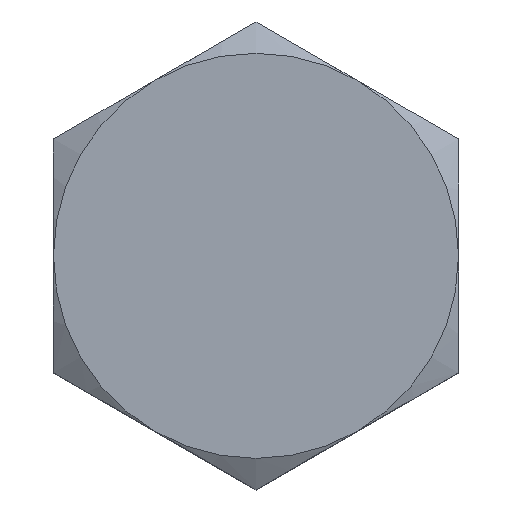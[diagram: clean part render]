
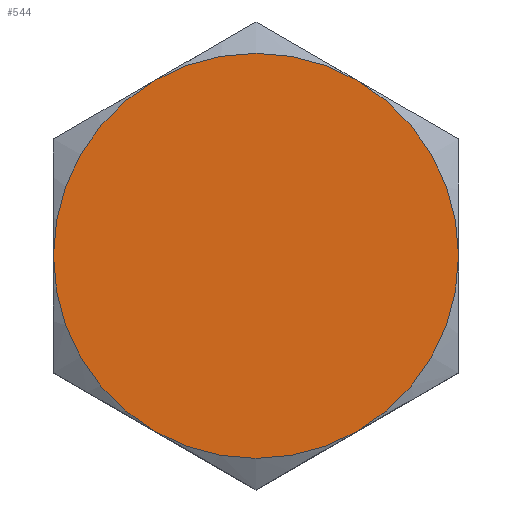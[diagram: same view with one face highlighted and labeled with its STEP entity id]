
A CAD part, top view. The second image highlights one B-rep face of the part: STEP entity #544.
In plain terms, the highlighted planar face has unit normal (0, 0, 1).
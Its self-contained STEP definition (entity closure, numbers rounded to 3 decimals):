
#168 = DIRECTION ( 'NONE',  ( -1., 0., 0. ) ) ;
#248 = DIRECTION ( 'NONE',  ( -1., 0., 0. ) ) ;
#378 = CIRCLE ( 'NONE', #7730, 8.5 ) ;
#525 = CARTESIAN_POINT ( 'NONE',  ( 0., 0., 28.2 ) ) ;
#544 = ADVANCED_FACE ( 'NONE', ( #2684 ), #3040, .F. ) ;
#568 = AXIS2_PLACEMENT_3D ( 'NONE', #6861, #1019, #6238 ) ;
#599 = DIRECTION ( 'NONE',  ( -1., 0., 0. ) ) ;
#624 = CARTESIAN_POINT ( 'NONE',  ( 0., 0., 28.2 ) ) ;
#718 = EDGE_CURVE ( 'NONE', #5718, #3472, #1777, .T. ) ;
#1019 = DIRECTION ( 'NONE',  ( 0., 0., -1. ) ) ;
#1269 = DIRECTION ( 'NONE',  ( 0., 0., -1. ) ) ;
#1777 = CIRCLE ( 'NONE', #7719, 8.5 ) ;
#1881 = DIRECTION ( 'NONE',  ( 0., 0., -1. ) ) ;
#2145 = DIRECTION ( 'NONE',  ( 0., 0., -1. ) ) ;
#2191 = AXIS2_PLACEMENT_3D ( 'NONE', #624, #1269, #7776 ) ;
#2684 = FACE_OUTER_BOUND ( 'NONE', #3583, .T. ) ;
#3012 = CARTESIAN_POINT ( 'NONE',  ( 0., 0., 28.2 ) ) ;
#3040 = PLANE ( 'NONE',  #4672 ) ;
#3379 = VERTEX_POINT ( 'NONE', #3817 ) ;
#3472 = VERTEX_POINT ( 'NONE', #3876 ) ;
#3512 = CIRCLE ( 'NONE', #568, 8.5 ) ;
#3583 = EDGE_LOOP ( 'NONE', ( #3981, #5747, #8168, #4435, #7551, #5509 ) ) ;
#3633 = VERTEX_POINT ( 'NONE', #3942 ) ;
#3647 = DIRECTION ( 'NONE',  ( 0., 0., 1. ) ) ;
#3673 = DIRECTION ( 'NONE',  ( 1., 0., 0. ) ) ;
#3799 = CIRCLE ( 'NONE', #6052, 8.5 ) ;
#3816 = CARTESIAN_POINT ( 'NONE',  ( 0., 8.5, 28.2 ) ) ;
#3817 = CARTESIAN_POINT ( 'NONE',  ( -4.25, 7.361, 28.2 ) ) ;
#3831 = EDGE_CURVE ( 'NONE', #3633, #3379, #378, .T. ) ;
#3876 = CARTESIAN_POINT ( 'NONE',  ( -4.25, -7.361, 28.2 ) ) ;
#3906 = DIRECTION ( 'NONE',  ( 0., 0., -1. ) ) ;
#3939 = CARTESIAN_POINT ( 'NONE',  ( 4.25, 7.361, 28.2 ) ) ;
#3942 = CARTESIAN_POINT ( 'NONE',  ( -8.5, 0., 28.2 ) ) ;
#3981 = ORIENTED_EDGE ( 'NONE', *, *, #3831, .F. ) ;
#4060 = CARTESIAN_POINT ( 'NONE',  ( 0., 0., 28.2 ) ) ;
#4435 = ORIENTED_EDGE ( 'NONE', *, *, #5617, .F. ) ;
#4672 = AXIS2_PLACEMENT_3D ( 'NONE', #3816, #3906, #599 ) ;
#5121 = VERTEX_POINT ( 'NONE', #6551 ) ;
#5129 = VERTEX_POINT ( 'NONE', #3939 ) ;
#5476 = DIRECTION ( 'NONE',  ( 0., 0., -1. ) ) ;
#5509 = ORIENTED_EDGE ( 'NONE', *, *, #7251, .F. ) ;
#5617 = EDGE_CURVE ( 'NONE', #5121, #5718, #3799, .T. ) ;
#5656 = CIRCLE ( 'NONE', #2191, 8.5 ) ;
#5718 = VERTEX_POINT ( 'NONE', #8041 ) ;
#5747 = ORIENTED_EDGE ( 'NONE', *, *, #7535, .F. ) ;
#6052 = AXIS2_PLACEMENT_3D ( 'NONE', #6692, #5476, #248 ) ;
#6238 = DIRECTION ( 'NONE',  ( -1., 0., 0. ) ) ;
#6551 = CARTESIAN_POINT ( 'NONE',  ( 8.5, 0., 28.2 ) ) ;
#6692 = CARTESIAN_POINT ( 'NONE',  ( 0., 0., 28.2 ) ) ;
#6861 = CARTESIAN_POINT ( 'NONE',  ( 0., 0., 28.2 ) ) ;
#6964 = CIRCLE ( 'NONE', #7146, 8.5 ) ;
#7146 = AXIS2_PLACEMENT_3D ( 'NONE', #3012, #3647, #3673 ) ;
#7251 = EDGE_CURVE ( 'NONE', #3379, #5129, #3512, .T. ) ;
#7382 = EDGE_CURVE ( 'NONE', #5121, #5129, #6964, .T. ) ;
#7535 = EDGE_CURVE ( 'NONE', #3472, #3633, #5656, .T. ) ;
#7551 = ORIENTED_EDGE ( 'NONE', *, *, #7382, .T. ) ;
#7629 = DIRECTION ( 'NONE',  ( -1., 0., 0. ) ) ;
#7719 = AXIS2_PLACEMENT_3D ( 'NONE', #525, #1881, #7629 ) ;
#7730 = AXIS2_PLACEMENT_3D ( 'NONE', #4060, #2145, #168 ) ;
#7776 = DIRECTION ( 'NONE',  ( -1., 0., 0. ) ) ;
#8041 = CARTESIAN_POINT ( 'NONE',  ( 4.25, -7.361, 28.2 ) ) ;
#8168 = ORIENTED_EDGE ( 'NONE', *, *, #718, .F. ) ;
